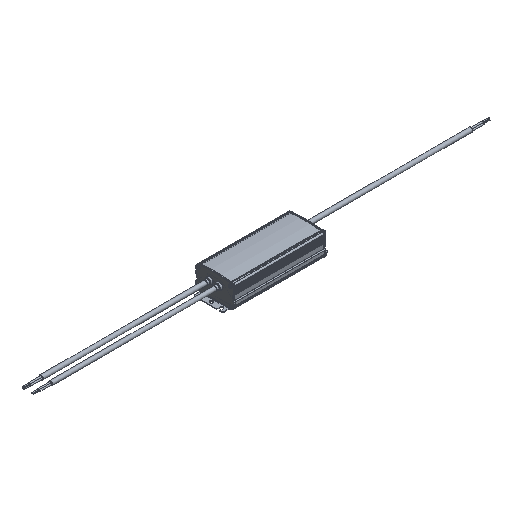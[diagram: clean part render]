
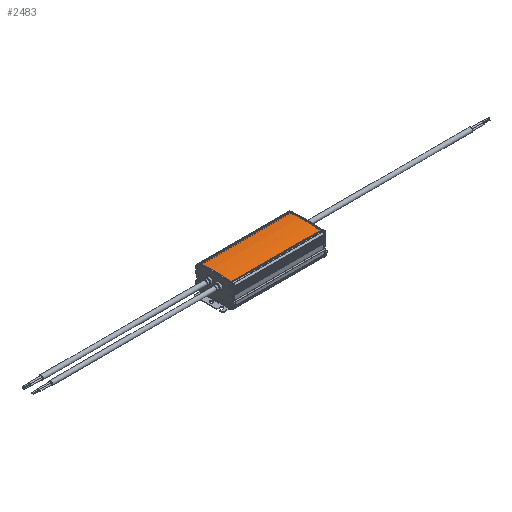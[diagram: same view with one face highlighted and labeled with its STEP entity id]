
A CAD part, isometric view. The second image highlights one B-rep face of the part: STEP entity #2483.
In plain terms, the highlighted cylindrical face has radius 241 mm (diameter 482 mm), a partial arc.
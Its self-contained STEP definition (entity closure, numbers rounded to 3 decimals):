
#2483=ADVANCED_FACE('',(#7950),#7952,.T.);
#7950=FACE_BOUND('',#7951,.T.);
#7951=EDGE_LOOP('',(#14077,#14078,#14079,#14080));
#7952=CYLINDRICAL_SURFACE('',#7953,241.);
#7953=AXIS2_PLACEMENT_3D('',#7954,#7955,#7956);
#7954=CARTESIAN_POINT('',(-74.,0.,-201.2));
#7955=DIRECTION('',(1.,0.,0.));
#7956=DIRECTION('',(0.,0.106,0.994));
#14077=ORIENTED_EDGE('',*,*,#17945,.F.);
#14078=ORIENTED_EDGE('',*,*,#17946,.T.);
#14079=ORIENTED_EDGE('',*,*,#17439,.F.);
#14080=ORIENTED_EDGE('',*,*,#17944,.F.);
#17439=EDGE_CURVE('',#20118,#20120,#20121,.T.);
#17944=EDGE_CURVE('',#20971,#20118,#20973,.T.);
#17945=EDGE_CURVE('',#20974,#20971,#20975,.F.);
#17946=EDGE_CURVE('',#20974,#20120,#20976,.T.);
#20118=VERTEX_POINT('',#24377);
#20120=VERTEX_POINT('',#24382);
#20121=CIRCLE('',#24383,241.);
#20971=VERTEX_POINT('',#26433);
#20973=LINE('',#26438,#26439);
#20974=VERTEX_POINT('',#26441);
#20975=CIRCLE('',#26442,241.);
#20976=LINE('',#26446,#26447);
#24377=CARTESIAN_POINT('',(74.,25.582,38.438));
#24382=CARTESIAN_POINT('',(74.,-25.582,38.438));
#24383=AXIS2_PLACEMENT_3D('',#24384,#24385,#24386);
#24384=CARTESIAN_POINT('',(74.,0.,-201.2));
#24385=DIRECTION('',(1.,0.,0.));
#24386=DIRECTION('',(0.,0.106,0.994));
#26433=CARTESIAN_POINT('',(-74.,25.582,38.438));
#26438=CARTESIAN_POINT('',(-74.,25.582,38.438));
#26439=VECTOR('',#26440,1.);
#26440=DIRECTION('',(1.,0.,0.));
#26441=CARTESIAN_POINT('',(-74.,-25.582,38.438));
#26442=AXIS2_PLACEMENT_3D('',#26443,#26444,#26445);
#26443=CARTESIAN_POINT('',(-74.,0.,-201.2));
#26444=DIRECTION('',(1.,0.,0.));
#26445=DIRECTION('',(0.,0.106,0.994));
#26446=CARTESIAN_POINT('',(-74.,-25.582,38.438));
#26447=VECTOR('',#26448,1.);
#26448=DIRECTION('',(1.,0.,0.));
